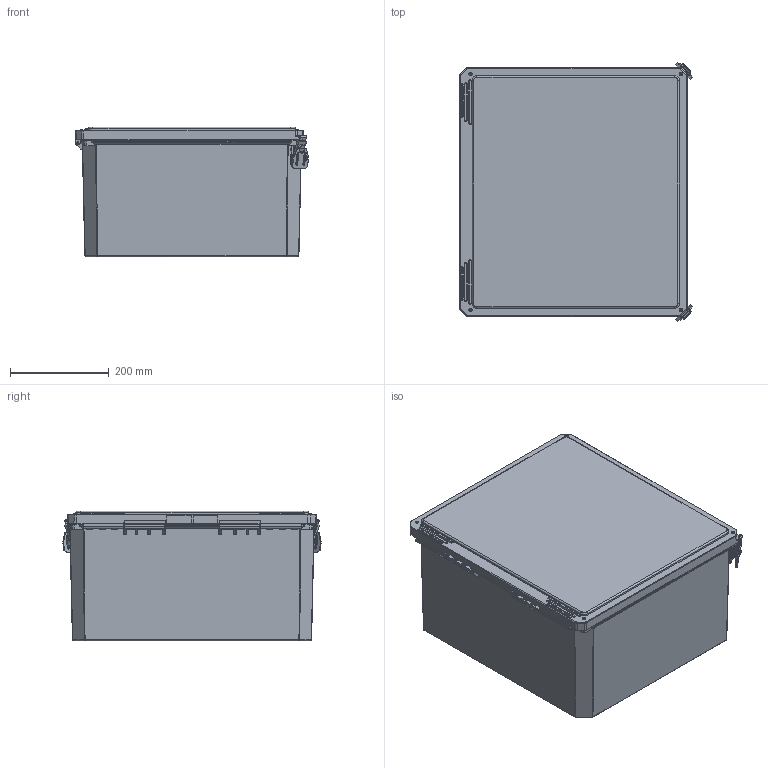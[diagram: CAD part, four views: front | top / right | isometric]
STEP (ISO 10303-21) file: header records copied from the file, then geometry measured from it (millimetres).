
FILE_DESCRIPTION(/* description */ (''),/* implementation_level */ '2;1');
FILE_NAME(/* name */ 'HW-181610CHTL.stp',/* time_stamp */ '2016-08-29T10:19:42-05:00',/* author */ ('lieb_t'),/* organization */ (''),/* preprocessor_version */ 'ST-DEVELOPER v16.5',/* originating_system */ 'Autodesk Inventor 2017',/* authorisation */ '');
FILE_SCHEMA (('CONFIG_CONTROL_DESIGN'));
Products named in the file (16): HW-181610CHTL; DS181610BOX; BRASS INSERT-(; BRASS INSERT-(_1; BRASS INSERT-(_2; DS181610CVR; GA1816; BRASS INSERT-(_3; LOCKWT; part2; AT40007; part1; hinge; part3; DS COVER  BUSH; RMHINGAT40006-04
Assembly tree (32 placements, depth 3):
  HW-181610CHTL
    DS181610BOX
    BRASS INSERT-(  x4
    BRASS INSERT-(_1  x4
    BRASS INSERT-(_2  x4
    DS181610CVR
    GA1816
    BRASS INSERT-(_3  x4
    LOCKWT  x2
      part2
      AT40007
      part1
      hinge
      part3
    DS COVER  BUSH  x4
    RMHINGAT40006-04  x2
Bounding box: 471.03 x 522.36 x 262.67 mm (x, y, z)
Volume: 4259874.9 mm3; surface area: 1920904.8 mm2
Topology: 35 solids, 35 shells, 2364 faces, 5831 edges, 3470 vertices
Faces by surface type: cylinder 920, plane 828, bspline 341, torus 189, cone 48, sphere 38
Full cylindrical faces by diameter (mm): 1.267 x4, 1.27 x2, 2.489 x4, 3.429 x4, 3.48 x4, 3.81 x4, 3.861 x8, 3.962 x16, 5.08 x4, 5.3 x4, 5.563 x2, 5.766 x2, 6.248 x16, 6.401 x4, 6.426 x4, 7.937 x1, 7.938 x1, 9.22 x2, 11.049 x2, 15.24 x2
Entity records: 80176 total; most frequent: CARTESIAN_POINT 30521, DIRECTION 10601, ORIENTED_EDGE 10100, EDGE_CURVE 5048, AXIS2_PLACEMENT_3D 4055, VERTEX_POINT 3067, LINE 2491, VECTOR 2491
